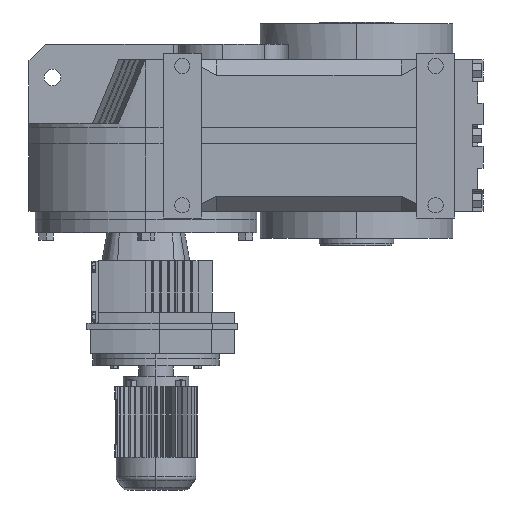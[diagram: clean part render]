
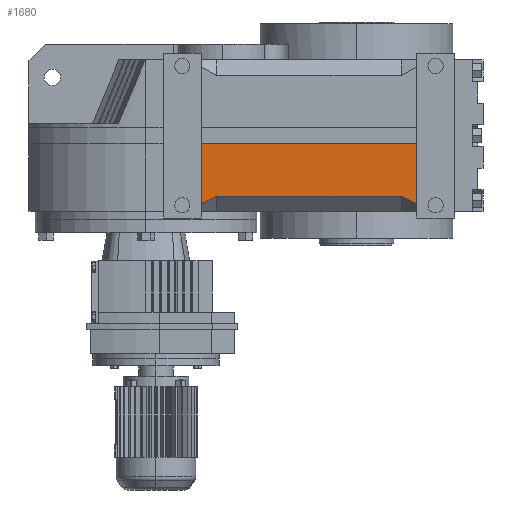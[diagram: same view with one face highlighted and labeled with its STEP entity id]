
A CAD part, left-side view. The second image highlights one B-rep face of the part: STEP entity #1680.
In plain terms, the highlighted planar face has unit normal (-1, 0, 0).
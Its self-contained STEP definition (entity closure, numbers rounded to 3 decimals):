
#44 = EDGE_CURVE('',#45,#47,#49,.T.);
#45 = VERTEX_POINT('',#46);
#46 = CARTESIAN_POINT('',(-214.6,-403.4,36.9));
#47 = VERTEX_POINT('',#48);
#48 = CARTESIAN_POINT('',(-214.6,-427.4,24.546));
#49 = SURFACE_CURVE('',#50,(#54,#66),.PCURVE_S1.);
#50 = LINE('',#51,#52);
#51 = CARTESIAN_POINT('',(-214.6,-417.811,29.482));
#52 = VECTOR('',#53,1.);
#53 = DIRECTION('',(0.,-0.889,-0.458)
  );
#54 = PCURVE('',#55,#60);
#55 = PLANE('',#56);
#56 = AXIS2_PLACEMENT_3D('',#57,#58,#59);
#57 = CARTESIAN_POINT('',(-185.577,-427.4,-4.477));
#58 = DIRECTION('',(0.664,-0.342,0.664));
#59 = DIRECTION('',(0.707,0.,-0.707)
  );
#60 = DEFINITIONAL_REPRESENTATION('',(#61),#65);
#61 = LINE('',#62,#63);
#62 = CARTESIAN_POINT('',(-44.535,10.204));
#63 = VECTOR('',#64,1.);
#64 = DIRECTION('',(0.324,-0.946));
#65 = ( GEOMETRIC_REPRESENTATION_CONTEXT(2) 
PARAMETRIC_REPRESENTATION_CONTEXT() REPRESENTATION_CONTEXT('2D SPACE',''
  ) );
#66 = PCURVE('',#67,#72);
#67 = PLANE('',#68);
#68 = AXIS2_PLACEMENT_3D('',#69,#70,#71);
#69 = CARTESIAN_POINT('',(-214.6,-532.4,252.1));
#70 = DIRECTION('',(1.,0.,0.));
#71 = DIRECTION('',(0.,1.,0.));
#72 = DEFINITIONAL_REPRESENTATION('',(#73),#77);
#73 = LINE('',#74,#75);
#74 = CARTESIAN_POINT('',(114.589,-222.618));
#75 = VECTOR('',#76,1.);
#76 = DIRECTION('',(-0.889,-0.458));
#77 = ( GEOMETRIC_REPRESENTATION_CONTEXT(2) 
PARAMETRIC_REPRESENTATION_CONTEXT() REPRESENTATION_CONTEXT('2D SPACE',''
  ) );
#95 = PLANE('',#96);
#96 = AXIS2_PLACEMENT_3D('',#97,#98,#99);
#97 = CARTESIAN_POINT('',(-214.6,-532.4,36.9));
#98 = DIRECTION('',(0.707,0.,0.707));
#99 = DIRECTION('',(0.707,0.,-0.707));
#149 = PLANE('',#150);
#150 = AXIS2_PLACEMENT_3D('',#151,#152,#153);
#151 = CARTESIAN_POINT('',(-178.6,-427.4,2.5));
#152 = DIRECTION('',(0.,1.,0.));
#153 = DIRECTION('',(-1.,0.,0.));
#227 = PLANE('',#228);
#228 = AXIS2_PLACEMENT_3D('',#229,#230,#231);
#229 = CARTESIAN_POINT('',(-185.577,-87.4,-4.477));
#230 = DIRECTION('',(0.664,0.342,0.664));
#231 = DIRECTION('',(0.707,0.,-0.707
    ));
#255 = PLANE('',#256);
#256 = AXIS2_PLACEMENT_3D('',#257,#258,#259);
#257 = CARTESIAN_POINT('',(-178.6,-87.4,2.5));
#258 = DIRECTION('',(0.,-1.,0.));
#259 = DIRECTION('',(1.,0.,0.));
#1421 = VERTEX_POINT('',#1422);
#1422 = CARTESIAN_POINT('',(-214.6,-427.4,119.5));
#1436 = PLANE('',#1437);
#1437 = AXIS2_PLACEMENT_3D('',#1438,#1439,#1440);
#1438 = CARTESIAN_POINT('',(-9.231,1.,119.5));
#1439 = DIRECTION('',(0.,0.,-1.));
#1440 = DIRECTION('',(-1.,0.,0.));
#1448 = EDGE_CURVE('',#47,#1421,#1449,.T.);
#1449 = SURFACE_CURVE('',#1450,(#1454,#1461),.PCURVE_S1.);
#1450 = LINE('',#1451,#1452);
#1451 = CARTESIAN_POINT('',(-214.6,-427.4,252.1));
#1452 = VECTOR('',#1453,1.);
#1453 = DIRECTION('',(0.,0.,1.));
#1454 = PCURVE('',#149,#1455);
#1455 = DEFINITIONAL_REPRESENTATION('',(#1456),#1460);
#1456 = LINE('',#1457,#1458);
#1457 = CARTESIAN_POINT('',(36.,249.6));
#1458 = VECTOR('',#1459,1.);
#1459 = DIRECTION('',(0.,1.));
#1460 = ( GEOMETRIC_REPRESENTATION_CONTEXT(2) 
PARAMETRIC_REPRESENTATION_CONTEXT() REPRESENTATION_CONTEXT('2D SPACE',''
  ) );
#1461 = PCURVE('',#67,#1462);
#1462 = DEFINITIONAL_REPRESENTATION('',(#1463),#1467);
#1463 = LINE('',#1464,#1465);
#1464 = CARTESIAN_POINT('',(105.,0.));
#1465 = VECTOR('',#1466,1.);
#1466 = DIRECTION('',(0.,1.));
#1467 = ( GEOMETRIC_REPRESENTATION_CONTEXT(2) 
PARAMETRIC_REPRESENTATION_CONTEXT() REPRESENTATION_CONTEXT('2D SPACE',''
  ) );
#1635 = EDGE_CURVE('',#1636,#45,#1638,.T.);
#1636 = VERTEX_POINT('',#1637);
#1637 = CARTESIAN_POINT('',(-214.6,-111.4,36.9));
#1638 = SURFACE_CURVE('',#1639,(#1643,#1650),.PCURVE_S1.);
#1639 = LINE('',#1640,#1641);
#1640 = CARTESIAN_POINT('',(-214.6,-532.4,36.9));
#1641 = VECTOR('',#1642,1.);
#1642 = DIRECTION('',(0.,-1.,0.));
#1643 = PCURVE('',#95,#1644);
#1644 = DEFINITIONAL_REPRESENTATION('',(#1645),#1649);
#1645 = LINE('',#1646,#1647);
#1646 = CARTESIAN_POINT('',(0.,0.));
#1647 = VECTOR('',#1648,1.);
#1648 = DIRECTION('',(0.,-1.));
#1649 = ( GEOMETRIC_REPRESENTATION_CONTEXT(2) 
PARAMETRIC_REPRESENTATION_CONTEXT() REPRESENTATION_CONTEXT('2D SPACE',''
  ) );
#1650 = PCURVE('',#67,#1651);
#1651 = DEFINITIONAL_REPRESENTATION('',(#1652),#1656);
#1652 = LINE('',#1653,#1654);
#1653 = CARTESIAN_POINT('',(0.,-215.2));
#1654 = VECTOR('',#1655,1.);
#1655 = DIRECTION('',(-1.,0.));
#1656 = ( GEOMETRIC_REPRESENTATION_CONTEXT(2) 
PARAMETRIC_REPRESENTATION_CONTEXT() REPRESENTATION_CONTEXT('2D SPACE',''
  ) );
#1680 = ADVANCED_FACE('',(#1681),#67,.F.);
#1681 = FACE_BOUND('',#1682,.T.);
#1682 = EDGE_LOOP('',(#1683,#1708,#1729,#1730,#1731,#1732));
#1683 = ORIENTED_EDGE('',*,*,#1684,.T.);
#1684 = EDGE_CURVE('',#1685,#1687,#1689,.T.);
#1685 = VERTEX_POINT('',#1686);
#1686 = CARTESIAN_POINT('',(-214.6,-87.4,119.5));
#1687 = VERTEX_POINT('',#1688);
#1688 = CARTESIAN_POINT('',(-214.6,-87.4,24.546));
#1689 = SURFACE_CURVE('',#1690,(#1694,#1701),.PCURVE_S1.);
#1690 = LINE('',#1691,#1692);
#1691 = CARTESIAN_POINT('',(-214.6,-87.4,252.1));
#1692 = VECTOR('',#1693,1.);
#1693 = DIRECTION('',(0.,0.,-1.));
#1694 = PCURVE('',#67,#1695);
#1695 = DEFINITIONAL_REPRESENTATION('',(#1696),#1700);
#1696 = LINE('',#1697,#1698);
#1697 = CARTESIAN_POINT('',(445.,0.));
#1698 = VECTOR('',#1699,1.);
#1699 = DIRECTION('',(0.,-1.));
#1700 = ( GEOMETRIC_REPRESENTATION_CONTEXT(2) 
PARAMETRIC_REPRESENTATION_CONTEXT() REPRESENTATION_CONTEXT('2D SPACE',''
  ) );
#1701 = PCURVE('',#255,#1702);
#1702 = DEFINITIONAL_REPRESENTATION('',(#1703),#1707);
#1703 = LINE('',#1704,#1705);
#1704 = CARTESIAN_POINT('',(-36.,249.6));
#1705 = VECTOR('',#1706,1.);
#1706 = DIRECTION('',(0.,-1.));
#1707 = ( GEOMETRIC_REPRESENTATION_CONTEXT(2) 
PARAMETRIC_REPRESENTATION_CONTEXT() REPRESENTATION_CONTEXT('2D SPACE',''
  ) );
#1708 = ORIENTED_EDGE('',*,*,#1709,.T.);
#1709 = EDGE_CURVE('',#1687,#1636,#1710,.T.);
#1710 = SURFACE_CURVE('',#1711,(#1715,#1722),.PCURVE_S1.);
#1711 = LINE('',#1712,#1713);
#1712 = CARTESIAN_POINT('',(-214.6,-531.789,253.287));
#1713 = VECTOR('',#1714,1.);
#1714 = DIRECTION('',(0.,-0.889,0.458
    ));
#1715 = PCURVE('',#67,#1716);
#1716 = DEFINITIONAL_REPRESENTATION('',(#1717),#1721);
#1717 = LINE('',#1718,#1719);
#1718 = CARTESIAN_POINT('',(0.611,1.187));
#1719 = VECTOR('',#1720,1.);
#1720 = DIRECTION('',(-0.889,0.458));
#1721 = ( GEOMETRIC_REPRESENTATION_CONTEXT(2) 
PARAMETRIC_REPRESENTATION_CONTEXT() REPRESENTATION_CONTEXT('2D SPACE',''
  ) );
#1722 = PCURVE('',#227,#1723);
#1723 = DEFINITIONAL_REPRESENTATION('',(#1724),#1728);
#1724 = LINE('',#1725,#1726);
#1725 = CARTESIAN_POINT('',(-202.789,-472.909));
#1726 = VECTOR('',#1727,1.);
#1727 = DIRECTION('',(-0.324,-0.946));
#1728 = ( GEOMETRIC_REPRESENTATION_CONTEXT(2) 
PARAMETRIC_REPRESENTATION_CONTEXT() REPRESENTATION_CONTEXT('2D SPACE',''
  ) );
#1729 = ORIENTED_EDGE('',*,*,#1635,.T.);
#1730 = ORIENTED_EDGE('',*,*,#44,.T.);
#1731 = ORIENTED_EDGE('',*,*,#1448,.T.);
#1732 = ORIENTED_EDGE('',*,*,#1733,.T.);
#1733 = EDGE_CURVE('',#1421,#1685,#1734,.T.);
#1734 = SURFACE_CURVE('',#1735,(#1739,#1746),.PCURVE_S1.);
#1735 = LINE('',#1736,#1737);
#1736 = CARTESIAN_POINT('',(-214.6,-532.4,119.5));
#1737 = VECTOR('',#1738,1.);
#1738 = DIRECTION('',(0.,1.,0.));
#1739 = PCURVE('',#67,#1740);
#1740 = DEFINITIONAL_REPRESENTATION('',(#1741),#1745);
#1741 = LINE('',#1742,#1743);
#1742 = CARTESIAN_POINT('',(0.,-132.6));
#1743 = VECTOR('',#1744,1.);
#1744 = DIRECTION('',(1.,0.));
#1745 = ( GEOMETRIC_REPRESENTATION_CONTEXT(2) 
PARAMETRIC_REPRESENTATION_CONTEXT() REPRESENTATION_CONTEXT('2D SPACE',''
  ) );
#1746 = PCURVE('',#1436,#1747);
#1747 = DEFINITIONAL_REPRESENTATION('',(#1748),#1752);
#1748 = LINE('',#1749,#1750);
#1749 = CARTESIAN_POINT('',(205.369,-533.4));
#1750 = VECTOR('',#1751,1.);
#1751 = DIRECTION('',(0.,1.));
#1752 = ( GEOMETRIC_REPRESENTATION_CONTEXT(2) 
PARAMETRIC_REPRESENTATION_CONTEXT() REPRESENTATION_CONTEXT('2D SPACE',''
  ) );
